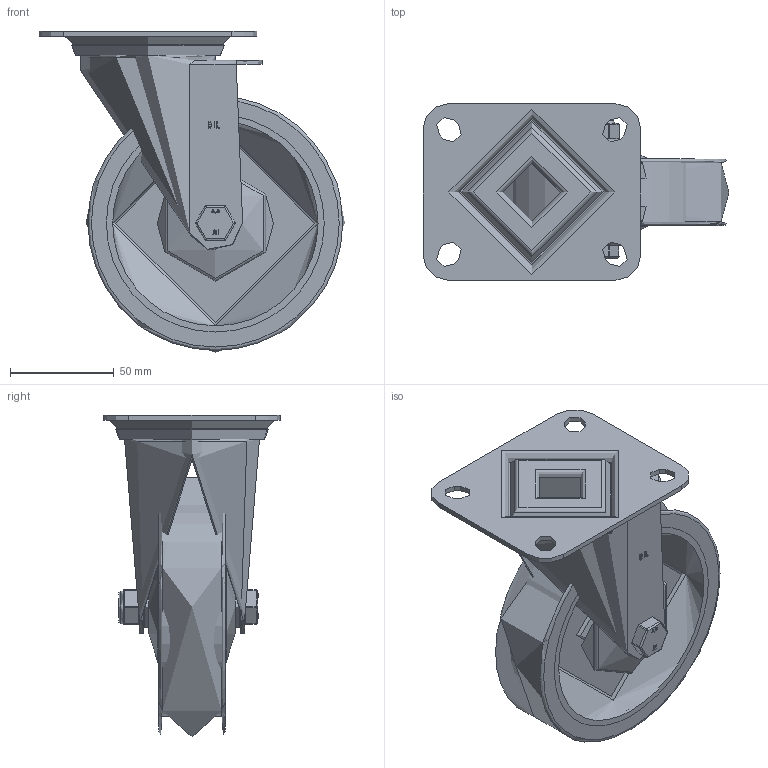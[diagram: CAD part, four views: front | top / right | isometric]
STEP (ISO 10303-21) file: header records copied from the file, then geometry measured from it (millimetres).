
FILE_DESCRIPTION(/* description */ (''),/* implementation_level */ '2;1');
FILE_NAME(/* name */ 'BZMM125STPRBJ - 2.step',/* time_stamp */ '2024-06-28T16:37:18+01:00',/* author */ (''),/* organization */ (''),/* preprocessor_version */ 'ST-DEVELOPER v20',/* originating_system */ 'Autodesk Translation Framework v13.14.0.145',/* authorisation */ '');
FILE_SCHEMA (('AUTOMOTIVE_DESIGN { 1 0 10303 214 3 1 1 }'));
Length unit declared in the file: millimetre
Products named in the file (29): BZMM125STPRBJ - 2; BZMM125AS - 2 - 47 v1; ZINC PLATED, PRESSED STEEL TOP PLATE; ZINC PLATED, PRESSED STEEL FORKS; BEARING SEAL; BZMM125WSTPRBJM10 v1; 65 SHORE A THERMOPLASTIC RUBBER TYRE; POLYPROPYLENE RIM; BEARING 6202; METAL; METAL2; Pattern; Component1; MIDDLE; RUBBER; RUBBER2; CAP; CAP Geometry; CAP2; WP10X21X2 v1; WP10X21X2; WP10X21X2 v1 (1); WP10X21X2 (1); HEXBOLTM10X60Z8.8 v2; GRADE 8.8 ZINC PLATED BOLT; NYLOCM10Z v1; NYLOC NUT; RUBBER (1); NUT
Assembly tree (35 placements, depth 5):
  BZMM125STPRBJ - 2
    BZMM125AS - 2 - 47 v1
      ZINC PLATED, PRESSED STEEL TOP PLATE
      ZINC PLATED, PRESSED STEEL FORKS
      BEARING SEAL
    BZMM125WSTPRBJM10 v1
      65 SHORE A THERMOPLASTIC RUBBER TYRE
      POLYPROPYLENE RIM
      BEARING 6202
        METAL
        METAL2
        Pattern
          Component1  x8
        MIDDLE
        RUBBER
        RUBBER2
      CAP
        CAP Geometry
        CAP2
    WP10X21X2 v1
      WP10X21X2
    WP10X21X2 v1 (1)
      WP10X21X2 (1)
    HEXBOLTM10X60Z8.8 v2
      GRADE 8.8 ZINC PLATED BOLT
    NYLOCM10Z v1
      NYLOC NUT
        RUBBER (1)
        NUT
Bounding box: 147.5 x 85 x 155 mm (x, y, z)
Volume: 282918.2 mm3; surface area: 158091.1 mm2
Topology: 25 solids, 25 shells, 743 faces, 1792 edges, 1169 vertices
Faces by surface type: plane 281, bspline 193, cylinder 183, sphere 42, torus 30, cone 14
Full cylindrical faces by diameter (mm): 8.141 x19, 9.85 x20, 10 x3, 10.3 x2, 10.4 x2, 10.75 x2, 12 x2, 15 x3, 15.5 x1, 16 x1, 18 x1, 19.8 x2, 20 x6, 22.5 x2, 23 x2, 25.5 x2, 28 x1, 30 x4, 30.5 x2, 31 x4, 32 x1, 32.5 x2, 34 x3, 34.5 x2, 35 x2, 36.5 x2, 39 x2, 40.5 x2, 44.5 x2, 49 x1
Entity records: 30061 total; most frequent: CARTESIAN_POINT 13103, ORIENTED_EDGE 3510, DIRECTION 2932, EDGE_CURVE 1755, VERTEX_POINT 1155, AXIS2_PLACEMENT_3D 1085, EDGE_LOOP 896, LINE 762
